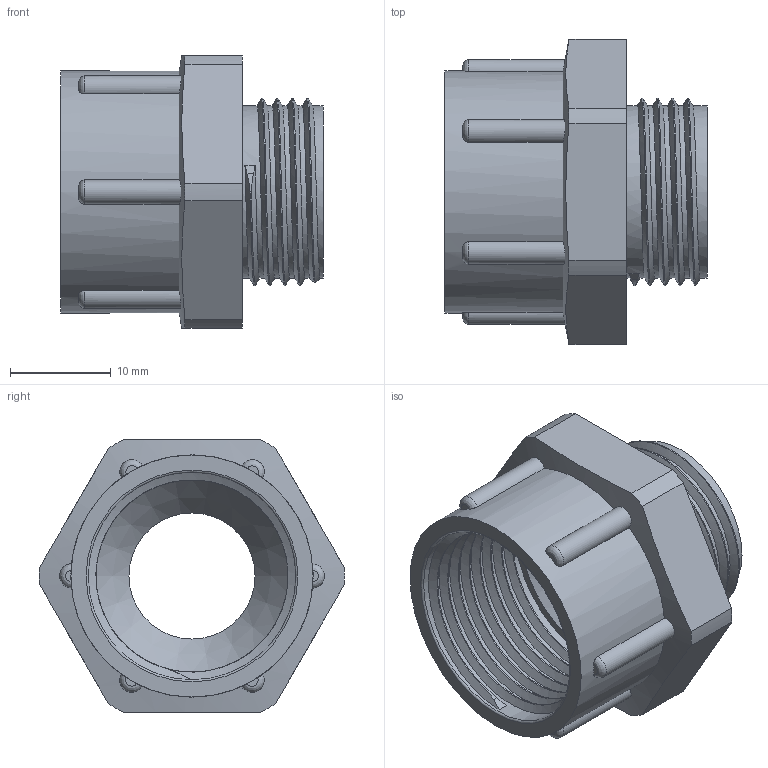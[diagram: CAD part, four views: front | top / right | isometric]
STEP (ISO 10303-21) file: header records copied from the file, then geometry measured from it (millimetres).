
FILE_DESCRIPTION(/* description */ ('Reduzierung sechskant PG 11 /PG 16'),/* implementation_level */ '2;1');
FILE_NAME(/* name */ '11081116-RST.stp',/* time_stamp */ '2021-08-10T14:08:42+02:00',/* author */ ('sl'),/* organization */ (''),/* preprocessor_version */ 'ST-DEVELOPER v16.5',/* originating_system */ 'Autodesk Inventor 2017',/* authorisation */ '');
FILE_SCHEMA (('AUTOMOTIVE_DESIGN { 1 0 10303 214 3 1 1 }'));
Length unit declared in the file: millimetre
Products named in the file (1): 11081116
Bounding box: 26 x 30.24 x 27 mm (x, y, z)
Volume: 5254.6 mm3; surface area: 4979.3 mm2
Topology: 1 solids, 1 shells, 70 faces, 196 edges, 130 vertices
Faces by surface type: cylinder 37, plane 20, bspline 10, cone 2, torus 1
Full cylindrical faces by diameter (mm): 12.5 x1, 17.078 x4, 20.582 x8, 24 x1
Entity records: 4369 total; most frequent: CARTESIAN_POINT 2956, ORIENTED_EDGE 300, DIRECTION 265, EDGE_CURVE 150, AXIS2_PLACEMENT_3D 108, VERTEX_POINT 103, EDGE_LOOP 73, FACE_OUTER_BOUND 60
